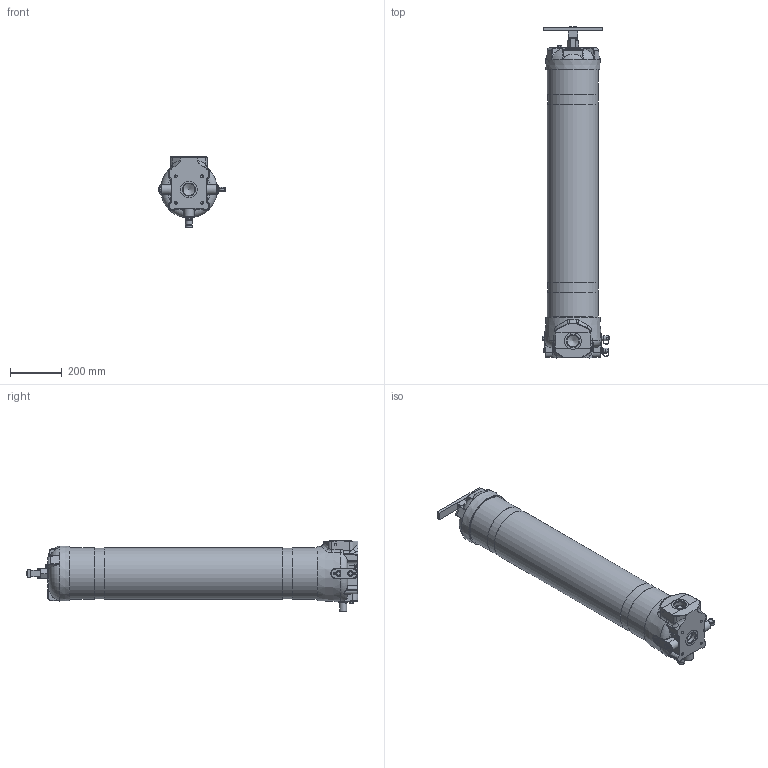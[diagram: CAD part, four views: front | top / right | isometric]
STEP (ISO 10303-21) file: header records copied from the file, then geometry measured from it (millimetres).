
FILE_DESCRIPTION (( 'STEP AP203' ), '1' );
FILE_NAME ('QLF1539QXXS24D5.STEP', '2019-09-11T13:34:36', ( 'Schroeder Industries' ), ( 'SI' ), 'SwSTEP 2.0', 'SolidWorks 2018', '' );
FILE_SCHEMA (( 'CONFIG_CONTROL_DESIGN' ));
Length unit declared in the file: inch
Products named in the file (1): QLF1539QXXS24D5
Bounding box: 256.29 x 1277.97 x 271.05 mm (x, y, z)
Volume: 36975621 mm3; surface area: 1154155.8 mm2
Topology: 31 solids, 31 shells, 2124 faces, 5329 edges, 3406 vertices
Faces by surface type: plane 1025, bspline 572, cylinder 271, cone 159, torus 73, sphere 24
Full cylindrical faces by diameter (mm): 2.184 x8, 2.438 x4, 5.105 x2, 6.35 x2, 7.112 x4, 9.233 x1, 9.525 x1, 9.906 x6, 10.033 x7, 10.16 x3, 10.716 x4, 11.112 x4, 11.113 x1, 11.43 x2, 13.335 x1, 14.376 x2, 15.824 x2, 15.875 x1, 15.9 x1, 16 x1, 16.815 x1, 17.018 x2, 17.678 x1, 18.923 x1, 19.012 x1, 21.031 x6, 22.098 x1, 22.352 x1, 23.9 x1, 27 x1
Entity records: 90912 total; most frequent: CARTESIAN_POINT 45264, ORIENTED_EDGE 10106, DIRECTION 7631, EDGE_CURVE 5053, VERTEX_POINT 3354, VECTOR 2849, LINE 2849, EDGE_LOOP 2507
